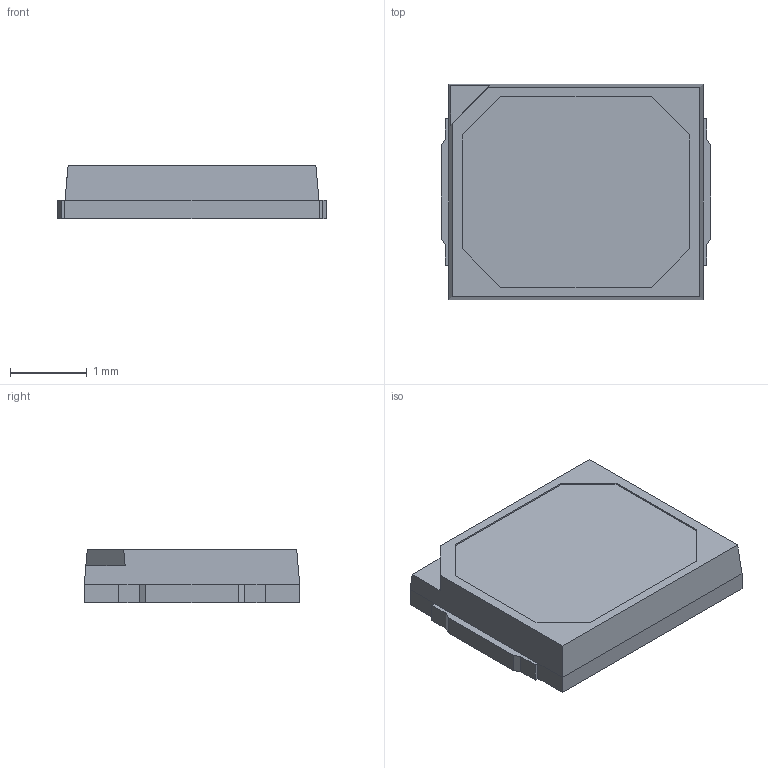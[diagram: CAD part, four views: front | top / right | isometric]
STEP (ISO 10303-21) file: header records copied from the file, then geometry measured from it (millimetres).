
FILE_DESCRIPTION (( 'STEP AP214' ), '1' );
FILE_NAME ('LED_SMD.STEP', '2022-02-28T03:10:11', ( '' ), ( '' ), 'SwSTEP 2.0', 'SolidWorks 2021', '' );
FILE_SCHEMA (( 'AUTOMOTIVE_DESIGN' ));
Length unit declared in the file: millimetre
Products named in the file (5): LED-SMD_L3.5-W2.8-RD_WHITE-2.step; 3D_PCB1_2022-02-28 (7).step; U1.step; SOLID.step; LED_SMD
Assembly tree (4 placements, depth 5):
  LED_SMD
    3D_PCB1_2022-02-28 (7).step
      U1.step
        LED-SMD_L3.5-W2.8-RD_WHITE-2.step
          SOLID.step
Bounding box: 3.5 x 2.8 x 0.7 mm (x, y, z)
Volume: 6.3 mm3; surface area: 27.3 mm2
Topology: 1 solids, 1 shells, 112 faces, 292 edges, 192 vertices
Faces by surface type: plane 94, bspline 14, cylinder 4
Entity records: 4457 total; most frequent: CARTESIAN_POINT 1404, ORIENTED_EDGE 584, DIRECTION 488, EDGE_CURVE 292, VECTOR 256, LINE 256, VERTEX_POINT 192, EDGE_LOOP 122
